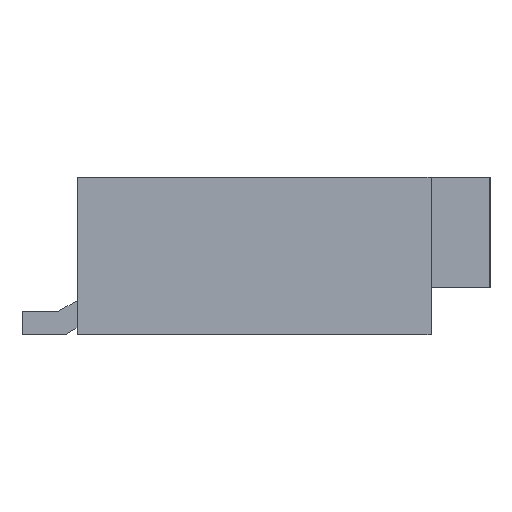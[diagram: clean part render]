
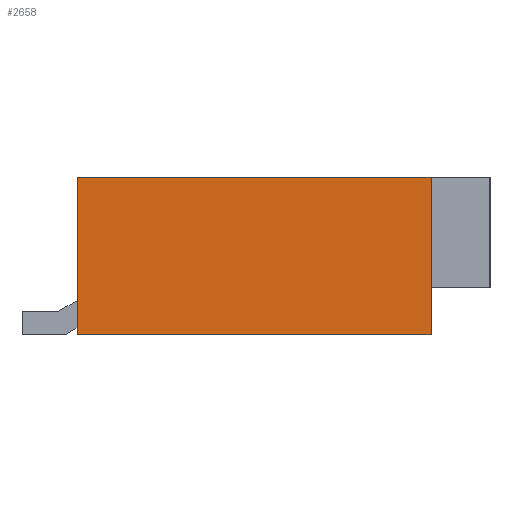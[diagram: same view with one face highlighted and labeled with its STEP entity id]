
A CAD part, left-side view. The second image highlights one B-rep face of the part: STEP entity #2658.
In plain terms, the highlighted planar face has unit normal (-1, 0, 0).
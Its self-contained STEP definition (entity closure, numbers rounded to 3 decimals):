
#58=FACE_OUTER_BOUND('',#222,.T.);
#222=EDGE_LOOP('',(#1769,#1770,#1771,#1772));
#393=LINE('',#3744,#765);
#397=LINE('',#3752,#769);
#398=LINE('',#3754,#770);
#399=LINE('',#3755,#771);
#765=VECTOR('',#3038,10.);
#769=VECTOR('',#3044,10.);
#770=VECTOR('',#3045,10.);
#771=VECTOR('',#3046,10.);
#1133=VERTEX_POINT('',#3741);
#1134=VERTEX_POINT('',#3743);
#1137=VERTEX_POINT('',#3751);
#1138=VERTEX_POINT('',#3753);
#1385=EDGE_CURVE('',#1134,#1133,#393,.T.);
#1389=EDGE_CURVE('',#1133,#1137,#397,.T.);
#1390=EDGE_CURVE('',#1137,#1138,#398,.T.);
#1391=EDGE_CURVE('',#1138,#1134,#399,.T.);
#1769=ORIENTED_EDGE('',*,*,#1389,.T.);
#1770=ORIENTED_EDGE('',*,*,#1390,.T.);
#1771=ORIENTED_EDGE('',*,*,#1391,.T.);
#1772=ORIENTED_EDGE('',*,*,#1385,.T.);
#2494=PLANE('',#2855);
#2658=ADVANCED_FACE('',(#58),#2494,.T.);
#2855=AXIS2_PLACEMENT_3D('',#3750,#3042,#3043);
#3038=DIRECTION('',(0.,0.,1.));
#3042=DIRECTION('center_axis',(-1.,0.,0.));
#3043=DIRECTION('ref_axis',(0.,0.,1.));
#3044=DIRECTION('',(0.,1.,0.));
#3045=DIRECTION('',(0.,0.,-1.));
#3046=DIRECTION('',(0.,-1.,0.));
#3741=CARTESIAN_POINT('',(-11.95,-4.5,2.));
#3743=CARTESIAN_POINT('',(-11.95,-4.5,0.));
#3744=CARTESIAN_POINT('',(-11.95,-4.5,0.));
#3750=CARTESIAN_POINT('Origin',(-11.95,-2.25,1.));
#3751=CARTESIAN_POINT('',(-11.95,0.,2.));
#3752=CARTESIAN_POINT('',(-11.95,-4.5,2.));
#3753=CARTESIAN_POINT('',(-11.95,0.,0.));
#3754=CARTESIAN_POINT('',(-11.95,0.,2.));
#3755=CARTESIAN_POINT('',(-11.95,0.,0.));
